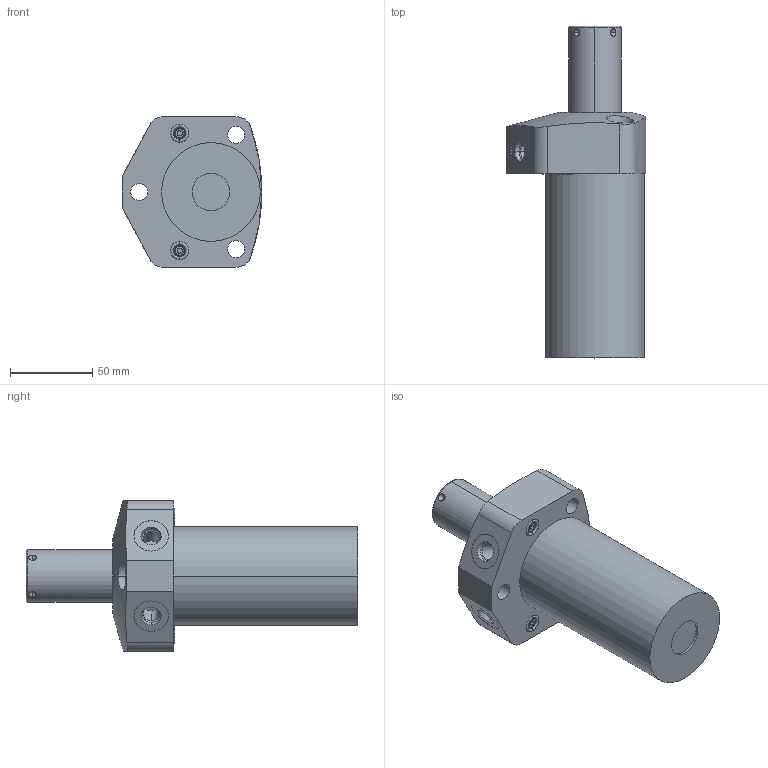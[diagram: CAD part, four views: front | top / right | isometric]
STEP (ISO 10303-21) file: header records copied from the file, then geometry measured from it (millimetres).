
FILE_DESCRIPTION((''),'2;1');
FILE_NAME('ILC15621800R','2022-01-21T13:56:29',('rkuestersteffen'),(''),'CREO PARAMETRIC BY PTC INC, 2021164','CREO PARAMETRIC BY PTC INC, 2021164','');
FILE_SCHEMA(('AUTOMOTIVE_DESIGN { 1 0 10303 214 1 1 1 1 }'));
Length unit declared in the file: inch
Products named in the file (1): ILC15621800R
Bounding box: 84.91 x 201.8 x 91.64 mm (x, y, z)
Volume: 567407.2 mm3; surface area: 57978.7 mm2
Topology: 1 solids, 2 shells, 129 faces, 289 edges, 181 vertices
Faces by surface type: cylinder 59, plane 32, cone 28, torus 10
Entity records: 5196 total; most frequent: CARTESIAN_POINT 895, DIRECTION 717, ORIENTED_EDGE 546, PRESENTATION_STYLE_ASSIGNMENT 325, STYLED_ITEM 312, CURVE_STYLE 310, AXIS2_PLACEMENT_3D 291, EDGE_CURVE 275
